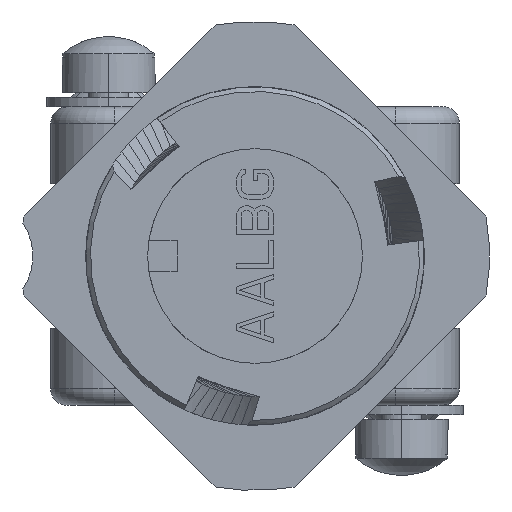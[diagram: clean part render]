
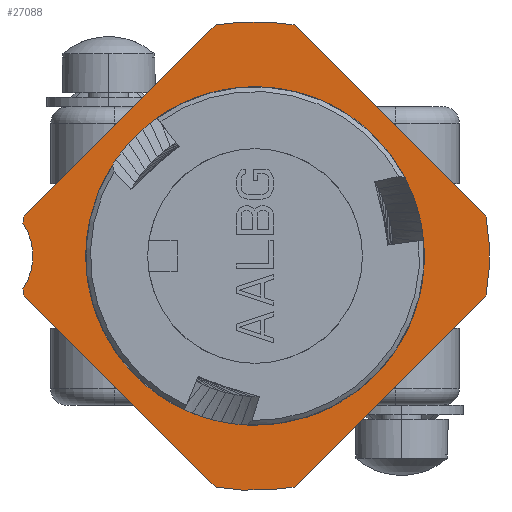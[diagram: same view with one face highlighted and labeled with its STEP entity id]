
A CAD part, left-side view. The second image highlights one B-rep face of the part: STEP entity #27088.
In plain terms, the highlighted planar face has unit normal (-1, 0, 0).
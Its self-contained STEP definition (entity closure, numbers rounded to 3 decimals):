
#558=CARTESIAN_POINT('',(14.2,0.,0.));
#559=DIRECTION('',(1.,0.,0.));
#560=DIRECTION('',(0.,1.,0.));
#561=AXIS2_PLACEMENT_3D('',#558,#559,#560);
#1508=CARTESIAN_POINT('',(14.2,0.,0.));
#1509=DIRECTION('',(-1.,0.,0.));
#1510=DIRECTION('',(0.,1.,0.));
#1511=AXIS2_PLACEMENT_3D('',#1508,#1509,#1510);
#2834=DIRECTION('',(0.,-0.707,0.707));
#2835=VECTOR('',#2834,14.515);
#2836=CARTESIAN_POINT('',(14.2,12.415,2.151));
#2837=LINE('1702',#2836,#2835);
#2838=CARTESIAN_POINT('',(14.2,0.,0.));
#2839=DIRECTION('',(-1.,0.,0.));
#2840=DIRECTION('',(0.,-0.171,0.985));
#2841=AXIS2_PLACEMENT_3D('',#2838,#2839,#2840);
#2843=DIRECTION('',(0.,-0.707,-0.707));
#2844=VECTOR('',#2843,14.515);
#2845=CARTESIAN_POINT('',(14.2,-2.151,12.415));
#2846=LINE('1704',#2845,#2844);
#2847=CARTESIAN_POINT('',(14.2,0.,0.));
#2848=DIRECTION('',(-1.,0.,0.));
#2849=DIRECTION('',(0.,-0.985,-0.171));
#2850=AXIS2_PLACEMENT_3D('',#2847,#2848,#2849);
#2852=DIRECTION('',(0.,0.707,-0.707));
#2853=VECTOR('',#2852,14.515);
#2854=CARTESIAN_POINT('',(14.2,-12.415,-2.151));
#2855=LINE('1706',#2854,#2853);
#2856=CARTESIAN_POINT('',(14.2,0.,0.));
#2857=DIRECTION('',(-1.,0.,0.));
#2858=DIRECTION('',(0.,0.171,-0.985));
#2859=AXIS2_PLACEMENT_3D('',#2856,#2857,#2858);
#2861=DIRECTION('',(0.,0.707,0.707));
#2862=VECTOR('',#2861,14.515);
#2863=CARTESIAN_POINT('',(14.2,2.151,-12.415));
#2864=LINE('1708',#2863,#2862);
#2865=CARTESIAN_POINT('',(14.2,0.,0.));
#2866=DIRECTION('',(-1.,0.,0.));
#2867=DIRECTION('',(0.,0.99,-0.14));
#2868=AXIS2_PLACEMENT_3D('',#2865,#2866,#2867);
#2870=CARTESIAN_POINT('',(14.2,15.12,0.));
#2871=DIRECTION('',(-1.,0.,0.));
#2872=DIRECTION('',(0.,-0.832,-0.555));
#2873=AXIS2_PLACEMENT_3D('',#2870,#2871,#2872);
#2875=CARTESIAN_POINT('',(14.2,0.,0.));
#2876=DIRECTION('',(-1.,0.,0.));
#2877=DIRECTION('',(0.,0.985,0.171));
#2878=AXIS2_PLACEMENT_3D('',#2875,#2876,#2877);
#17315=CARTESIAN_POINT('',(14.2,9.095,0.));
#17316=CARTESIAN_POINT('',(14.2,-9.095,0.));
#17317=VERTEX_POINT('',#17315);
#17318=VERTEX_POINT('',#17316);
#17837=CARTESIAN_POINT('',(14.2,12.415,2.151));
#17838=CARTESIAN_POINT('',(14.2,2.151,12.415));
#17839=VERTEX_POINT('',#17837);
#17840=VERTEX_POINT('',#17838);
#17841=CARTESIAN_POINT('',(14.2,-2.151,12.415));
#17842=VERTEX_POINT('',#17841);
#17843=CARTESIAN_POINT('',(14.2,-12.415,2.151));
#17844=VERTEX_POINT('',#17843);
#17845=CARTESIAN_POINT('',(14.2,-12.415,-2.151));
#17846=VERTEX_POINT('',#17845);
#17847=CARTESIAN_POINT('',(14.2,-2.151,-12.415));
#17848=VERTEX_POINT('',#17847);
#17849=CARTESIAN_POINT('',(14.2,2.151,-12.415));
#17850=VERTEX_POINT('',#17849);
#17851=CARTESIAN_POINT('',(14.2,12.415,-2.151));
#17852=VERTEX_POINT('',#17851);
#17853=CARTESIAN_POINT('',(14.2,12.476,1.766));
#17854=VERTEX_POINT('',#17853);
#17855=CARTESIAN_POINT('',(14.2,12.476,-1.766));
#17856=VERTEX_POINT('',#17855);
#27057=CARTESIAN_POINT('',(14.2,0.,0.));
#27058=DIRECTION('',(1.,0.,0.));
#27059=DIRECTION('',(0.,-1.,0.));
#27060=AXIS2_PLACEMENT_3D('',#27057,#27058,#27059);
#27061=PLANE('248',#27060);
#27063=ORIENTED_EDGE('1702',*,*,#27062,.T.);
#27065=ORIENTED_EDGE('1703',*,*,#27064,.F.);
#27067=ORIENTED_EDGE('1704',*,*,#27066,.T.);
#27069=ORIENTED_EDGE('1705',*,*,#27068,.F.);
#27071=ORIENTED_EDGE('1706',*,*,#27070,.T.);
#27073=ORIENTED_EDGE('1707',*,*,#27072,.F.);
#27075=ORIENTED_EDGE('1708',*,*,#27074,.T.);
#27077=ORIENTED_EDGE('1710',*,*,#27076,.F.);
#27079=ORIENTED_EDGE('1714',*,*,#27078,.T.);
#27081=ORIENTED_EDGE('1709',*,*,#27080,.F.);
#27082=EDGE_LOOP('248',(#27063,#27065,#27067,#27069,#27071,#27073,#27075,#27077,
#27079,#27081));
#27083=FACE_OUTER_BOUND('248',#27082,.F.);
#27084=ORIENTED_EDGE('1139',*,*,#23114,.T.);
#27085=ORIENTED_EDGE('1138',*,*,#20442,.F.);
#27086=EDGE_LOOP('248',(#27084,#27085));
#27087=FACE_BOUND('248',#27086,.F.);
#562=CIRCLE('1138',#561,9.095);
#1512=CIRCLE('1139',#1511,9.095);
#2842=CIRCLE('1703',#2841,12.6);
#2851=CIRCLE('1705',#2850,12.6);
#2860=CIRCLE('1707',#2859,12.6);
#2869=CIRCLE('1710',#2868,12.6);
#2874=CIRCLE('1714',#2873,3.18);
#2879=CIRCLE('1709',#2878,12.6);
#20442=EDGE_CURVE('1138',#17317,#17318,#562,.T.);
#23114=EDGE_CURVE('1139',#17317,#17318,#1512,.T.);
#27062=EDGE_CURVE('1702',#17839,#17840,#2837,.T.);
#27064=EDGE_CURVE('1703',#17842,#17840,#2842,.T.);
#27066=EDGE_CURVE('1704',#17842,#17844,#2846,.T.);
#27068=EDGE_CURVE('1705',#17846,#17844,#2851,.T.);
#27070=EDGE_CURVE('1706',#17846,#17848,#2855,.T.);
#27072=EDGE_CURVE('1707',#17850,#17848,#2860,.T.);
#27074=EDGE_CURVE('1708',#17850,#17852,#2864,.T.);
#27076=EDGE_CURVE('1710',#17856,#17852,#2869,.T.);
#27078=EDGE_CURVE('1714',#17856,#17854,#2874,.T.);
#27080=EDGE_CURVE('1709',#17839,#17854,#2879,.T.);
#27088=ADVANCED_FACE('248',(#27083,#27087),#27061,.F.);
